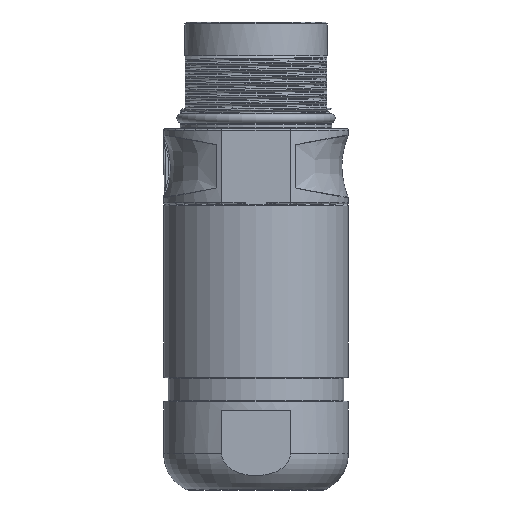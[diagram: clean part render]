
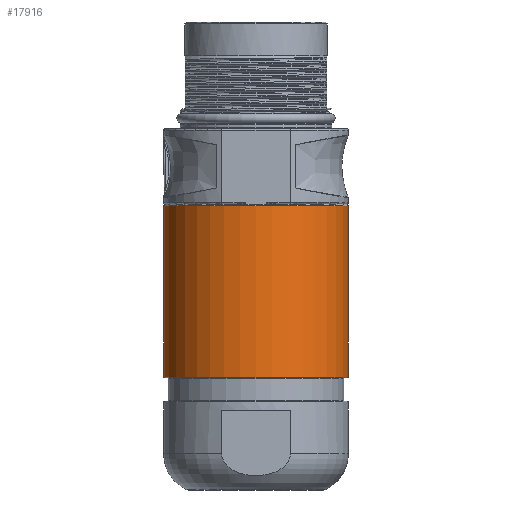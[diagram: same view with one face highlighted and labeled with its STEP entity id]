
A CAD part, left-side view. The second image highlights one B-rep face of the part: STEP entity #17916.
In plain terms, the highlighted cylindrical face has radius 14 mm (diameter 28 mm), a partial arc.
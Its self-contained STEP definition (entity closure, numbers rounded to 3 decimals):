
#6028=CARTESIAN_POINT('',(0.,0.,-11.65));
#6029=DIRECTION('',(0.,0.,1.));
#6030=DIRECTION('',(0.,1.,0.));
#6031=AXIS2_PLACEMENT_3D('',#6028,#6029,#6030);
#6591=CARTESIAN_POINT('',(0.,0.,-37.65));
#6592=DIRECTION('',(0.,0.,-1.));
#6593=DIRECTION('',(0.,-1.,0.));
#6594=AXIS2_PLACEMENT_3D('',#6591,#6592,#6593);
#6596=DIRECTION('',(0.,0.,1.));
#6597=VECTOR('',#6596,26.);
#6598=CARTESIAN_POINT('',(0.,14.,-37.65));
#6599=LINE('',#6598,#6597);
#6600=DIRECTION('',(0.,0.,1.));
#6601=VECTOR('',#6600,26.);
#6602=CARTESIAN_POINT('',(0.,-14.,-37.65));
#6603=LINE('',#6602,#6601);
#8529=CARTESIAN_POINT('',(0.,14.,-11.65));
#8530=CARTESIAN_POINT('',(0.,-14.,-11.65));
#8531=VERTEX_POINT('',#8529);
#8532=VERTEX_POINT('',#8530);
#8557=CARTESIAN_POINT('',(0.,14.,-37.65));
#8558=CARTESIAN_POINT('',(0.,-14.,-37.65));
#8559=VERTEX_POINT('',#8557);
#8560=VERTEX_POINT('',#8558);
#17902=CARTESIAN_POINT('',(0.,0.,-9.285));
#17903=DIRECTION('',(0.,0.,-1.));
#17904=DIRECTION('',(0.,-1.,0.));
#17905=AXIS2_PLACEMENT_3D('',#17902,#17903,#17904);
#17906=CYLINDRICAL_SURFACE('',#17905,14.);
#17908=ORIENTED_EDGE('',*,*,#17907,.T.);
#17910=ORIENTED_EDGE('',*,*,#17909,.T.);
#17911=ORIENTED_EDGE('',*,*,#16887,.T.);
#17913=ORIENTED_EDGE('',*,*,#17912,.F.);
#17914=EDGE_LOOP('',(#17908,#17910,#17911,#17913));
#17915=FACE_OUTER_BOUND('',#17914,.F.);
#6032=CIRCLE('',#6031,14.);
#6595=CIRCLE('',#6594,14.);
#16887=EDGE_CURVE('',#8531,#8532,#6032,.T.);
#17907=EDGE_CURVE('',#8560,#8559,#6595,.T.);
#17909=EDGE_CURVE('',#8559,#8531,#6599,.T.);
#17912=EDGE_CURVE('',#8560,#8532,#6603,.T.);
#17916=ADVANCED_FACE('',(#17915),#17906,.T.);
